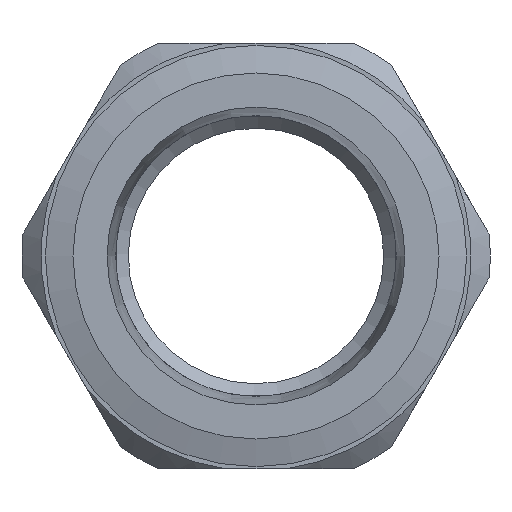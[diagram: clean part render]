
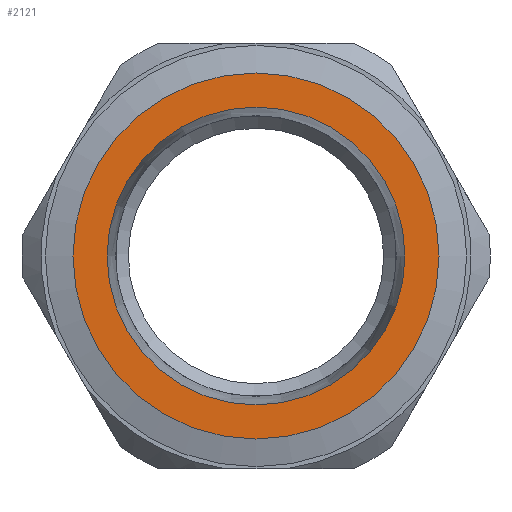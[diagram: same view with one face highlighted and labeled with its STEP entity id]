
A CAD part, left-side view. The second image highlights one B-rep face of the part: STEP entity #2121.
In plain terms, the highlighted planar face has unit normal (-1, 0, 0).
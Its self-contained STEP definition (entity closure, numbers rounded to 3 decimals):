
#95=FACE_BOUND('',#321,.T.);
#116=PLANE('',#2436);
#201=FACE_OUTER_BOUND('',#320,.T.);
#320=EDGE_LOOP('',(#1451,#1452));
#321=EDGE_LOOP('',(#1453,#1454));
#618=CIRCLE('',#2411,17.5);
#619=CIRCLE('',#2412,17.5);
#622=CIRCLE('',#2416,21.5);
#623=CIRCLE('',#2417,21.5);
#826=VERTEX_POINT('',#3539);
#827=VERTEX_POINT('',#3541);
#830=VERTEX_POINT('',#3549);
#831=VERTEX_POINT('',#3551);
#1058=EDGE_CURVE('',#827,#826,#618,.T.);
#1059=EDGE_CURVE('',#826,#827,#619,.T.);
#1063=EDGE_CURVE('',#831,#830,#622,.T.);
#1064=EDGE_CURVE('',#830,#831,#623,.T.);
#1451=ORIENTED_EDGE('',*,*,#1063,.T.);
#1452=ORIENTED_EDGE('',*,*,#1064,.T.);
#1453=ORIENTED_EDGE('',*,*,#1058,.T.);
#1454=ORIENTED_EDGE('',*,*,#1059,.T.);
#2121=ADVANCED_FACE('',(#201,#95),#116,.T.);
#2411=AXIS2_PLACEMENT_3D('',#3542,#2807,#2808);
#2412=AXIS2_PLACEMENT_3D('',#3543,#2809,#2810);
#2416=AXIS2_PLACEMENT_3D('',#3552,#2818,#2819);
#2417=AXIS2_PLACEMENT_3D('',#3553,#2820,#2821);
#2436=AXIS2_PLACEMENT_3D('',#3583,#2860,#2861);
#2807=DIRECTION('center_axis',(1.,0.,0.));
#2808=DIRECTION('ref_axis',(0.,1.,0.));
#2809=DIRECTION('center_axis',(1.,0.,0.));
#2810=DIRECTION('ref_axis',(0.,1.,0.));
#2818=DIRECTION('center_axis',(-1.,0.,0.));
#2819=DIRECTION('ref_axis',(0.,1.,0.));
#2820=DIRECTION('center_axis',(-1.,0.,0.));
#2821=DIRECTION('ref_axis',(0.,1.,0.));
#2860=DIRECTION('center_axis',(-1.,0.,0.));
#2861=DIRECTION('ref_axis',(0.,0.,1.));
#3539=CARTESIAN_POINT('',(0.,-17.5,0.));
#3541=CARTESIAN_POINT('',(0.,17.5,0.));
#3542=CARTESIAN_POINT('Origin',(0.,0.,0.));
#3543=CARTESIAN_POINT('Origin',(0.,0.,0.));
#3549=CARTESIAN_POINT('',(0.,-21.5,0.));
#3551=CARTESIAN_POINT('',(0.,21.5,0.));
#3552=CARTESIAN_POINT('Origin',(0.,0.,0.));
#3553=CARTESIAN_POINT('Origin',(0.,0.,0.));
#3583=CARTESIAN_POINT('Origin',(0.,0.,0.));
